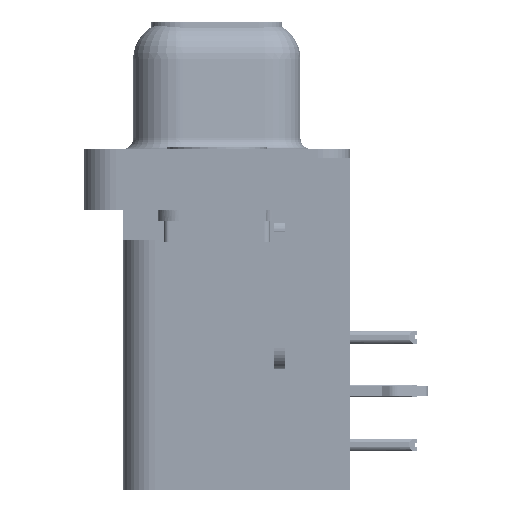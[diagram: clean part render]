
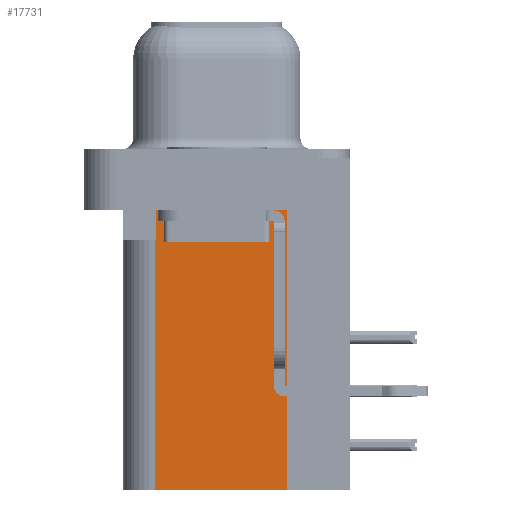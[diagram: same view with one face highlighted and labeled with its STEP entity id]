
A CAD part, left-side view. The second image highlights one B-rep face of the part: STEP entity #17731.
In plain terms, the highlighted planar face has unit normal (-1, 0, 0).
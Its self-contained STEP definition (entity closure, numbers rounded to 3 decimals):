
#712 = LINE ( 'NONE', #20837, #35151 ) ;
#966 = DIRECTION ( 'NONE',  ( 0., 1., 0. ) ) ;
#1644 = DIRECTION ( 'NONE',  ( 0., 1., 0. ) ) ;
#2072 = ORIENTED_EDGE ( 'NONE', *, *, #35105, .F. ) ;
#3760 = EDGE_CURVE ( 'NONE', #9130, #14639, #24919, .T. ) ;
#4531 = CARTESIAN_POINT ( 'NONE',  ( 3.7, 2.925, -15.7 ) ) ;
#6338 = VECTOR ( 'NONE', #24465, 1000. ) ;
#7890 = EDGE_CURVE ( 'NONE', #30133, #8109, #32465, .T. ) ;
#8109 = VERTEX_POINT ( 'NONE', #29521 ) ;
#8714 = DIRECTION ( 'NONE',  ( 0., 0., 1. ) ) ;
#9130 = VERTEX_POINT ( 'NONE', #16296 ) ;
#10951 = CARTESIAN_POINT ( 'NONE',  ( 3.7, 2.895, -3.9 ) ) ;
#12049 = CARTESIAN_POINT ( 'NONE',  ( 3.7, -3.295, -15.7 ) ) ;
#12662 = FACE_OUTER_BOUND ( 'NONE', #38566, .T. ) ;
#13905 = VERTEX_POINT ( 'NONE', #32497 ) ;
#14229 = CARTESIAN_POINT ( 'NONE',  ( 3.7, 2.925, -3.9 ) ) ;
#14360 = CARTESIAN_POINT ( 'NONE',  ( 3.7, 0., -3.9 ) ) ;
#14639 = VERTEX_POINT ( 'NONE', #14229 ) ;
#14773 = CARTESIAN_POINT ( 'NONE',  ( 3.7, -3.295, -15.7 ) ) ;
#15127 = LINE ( 'NONE', #14360, #6338 ) ;
#15596 = AXIS2_PLACEMENT_3D ( 'NONE', #14773, #38247, #18124 ) ;
#16240 = DIRECTION ( 'NONE',  ( 0., 0., 1. ) ) ;
#16296 = CARTESIAN_POINT ( 'NONE',  ( 3.7, 2.925, -15.7 ) ) ;
#17731 = ADVANCED_FACE ( 'NONE', ( #12662 ), #28178, .F. ) ;
#18124 = DIRECTION ( 'NONE',  ( 0., 1., 0. ) ) ;
#20517 = ORIENTED_EDGE ( 'NONE', *, *, #36129, .T. ) ;
#20581 = ORIENTED_EDGE ( 'NONE', *, *, #41477, .T. ) ;
#20837 = CARTESIAN_POINT ( 'NONE',  ( 3.7, -3.295, -15.7 ) ) ;
#24465 = DIRECTION ( 'NONE',  ( 0., 1., 0. ) ) ;
#24919 = LINE ( 'NONE', #4531, #41699 ) ;
#24957 = CARTESIAN_POINT ( 'NONE',  ( 3.7, -3.295, -2.5 ) ) ;
#27470 = ORIENTED_EDGE ( 'NONE', *, *, #3760, .F. ) ;
#28053 = LINE ( 'NONE', #10951, #36882 ) ;
#28178 = PLANE ( 'NONE',  #15596 ) ;
#29521 = CARTESIAN_POINT ( 'NONE',  ( 3.7, 2.895, -2.5 ) ) ;
#29599 = VERTEX_POINT ( 'NONE', #31297 ) ;
#30133 = VERTEX_POINT ( 'NONE', #41622 ) ;
#31005 = DIRECTION ( 'NONE',  ( 0., 0., -1. ) ) ;
#31240 = VECTOR ( 'NONE', #8714, 1000. ) ;
#31297 = CARTESIAN_POINT ( 'NONE',  ( 3.7, -3.295, -15.7 ) ) ;
#32280 = LINE ( 'NONE', #12049, #31240 ) ;
#32465 = LINE ( 'NONE', #24957, #40288 ) ;
#32497 = CARTESIAN_POINT ( 'NONE',  ( 3.7, 2.895, -3.9 ) ) ;
#35105 = EDGE_CURVE ( 'NONE', #29599, #9130, #712, .T. ) ;
#35151 = VECTOR ( 'NONE', #966, 1000. ) ;
#36129 = EDGE_CURVE ( 'NONE', #13905, #14639, #15127, .T. ) ;
#36882 = VECTOR ( 'NONE', #31005, 1000. ) ;
#38247 = DIRECTION ( 'NONE',  ( 1., 0., 0. ) ) ;
#38566 = EDGE_LOOP ( 'NONE', ( #40012, #20581, #20517, #27470, #2072, #39462 ) ) ;
#39462 = ORIENTED_EDGE ( 'NONE', *, *, #39575, .T. ) ;
#39575 = EDGE_CURVE ( 'NONE', #29599, #30133, #32280, .T. ) ;
#40012 = ORIENTED_EDGE ( 'NONE', *, *, #7890, .T. ) ;
#40288 = VECTOR ( 'NONE', #1644, 1000. ) ;
#41477 = EDGE_CURVE ( 'NONE', #8109, #13905, #28053, .T. ) ;
#41622 = CARTESIAN_POINT ( 'NONE',  ( 3.7, -3.295, -2.5 ) ) ;
#41699 = VECTOR ( 'NONE', #16240, 1000. ) ;
